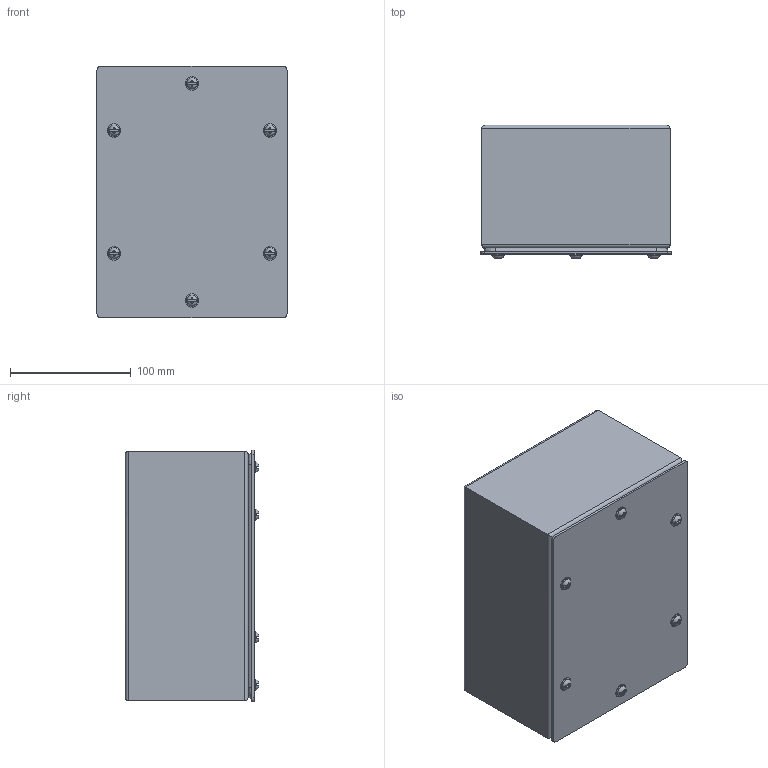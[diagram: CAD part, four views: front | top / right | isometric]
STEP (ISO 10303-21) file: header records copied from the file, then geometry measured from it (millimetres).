
FILE_DESCRIPTION (( 'STEP AP214' ), '1' );
FILE_NAME ('C3SC864GY.STEP', '2023-06-20T16:49:27', ( '' ), ( '' ), 'SwSTEP 2.0', 'SolidWorks 2021', '' );
FILE_SCHEMA (( 'AUTOMOTIVE_DESIGN' ));
Length unit declared in the file: inch
Products named in the file (1): C3SC864GY
Bounding box: 157.18 x 110.41 x 207.98 mm (x, y, z)
Volume: 278000.2 mm3; surface area: 325451.2 mm2
Topology: 21 solids, 22 shells, 606 faces, 1538 edges, 1006 vertices
Faces by surface type: plane 370, cylinder 122, cone 74, bspline 34, torus 6
Full cylindrical faces by diameter (mm): 3.759 x6, 4.039 x6, 4.064 x6, 4.826 x6, 6.096 x6, 6.35 x6, 6.985 x6, 9.906 x6, 11.176 x6
Entity records: 19332 total; most frequent: CARTESIAN_POINT 5185, ORIENTED_EDGE 2848, DIRECTION 2718, EDGE_CURVE 1424, AXIS2_PLACEMENT_3D 983, VERTEX_POINT 976, EDGE_LOOP 760, LINE 752
